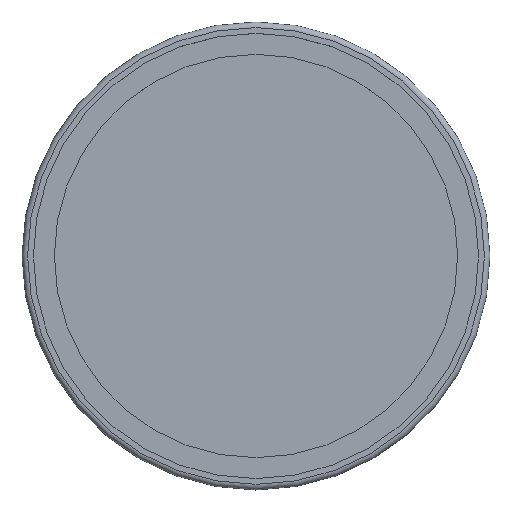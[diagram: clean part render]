
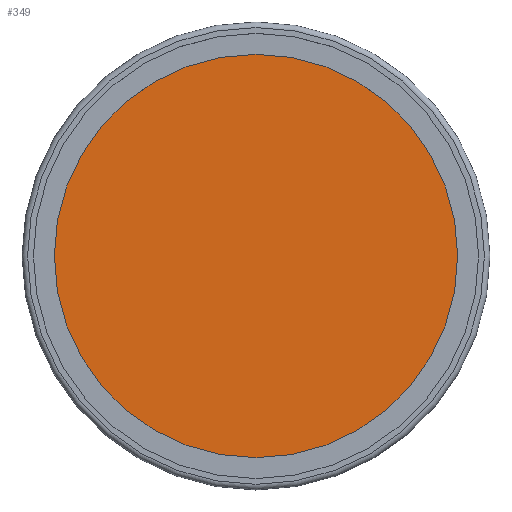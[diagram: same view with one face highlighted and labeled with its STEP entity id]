
A CAD part, top view. The second image highlights one B-rep face of the part: STEP entity #349.
In plain terms, the highlighted planar face has unit normal (0, 0, 1).
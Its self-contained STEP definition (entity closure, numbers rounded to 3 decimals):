
#61=PLANE('',#404);
#113=FACE_OUTER_BOUND('',#163,.T.);
#163=EDGE_LOOP('',(#303));
#197=CIRCLE('',#403,18.7);
#225=VERTEX_POINT('',#598);
#253=EDGE_CURVE('',#225,#225,#197,.T.);
#303=ORIENTED_EDGE('',*,*,#253,.F.);
#349=ADVANCED_FACE('',(#113),#61,.F.);
#403=AXIS2_PLACEMENT_3D('',#599,#505,#506);
#404=AXIS2_PLACEMENT_3D('',#600,#507,#508);
#505=DIRECTION('center_axis',(0.,0.,
-1.));
#506=DIRECTION('ref_axis',(-0.912,-0.41,0.));
#507=DIRECTION('center_axis',(0.,0.,
-1.));
#508=DIRECTION('ref_axis',(-0.912,-0.41,0.));
#598=CARTESIAN_POINT('',(17.053,7.674,0.85));
#599=CARTESIAN_POINT('Origin',(0.,0.,
0.85));
#600=CARTESIAN_POINT('Origin',(0.,0.,
0.85));
